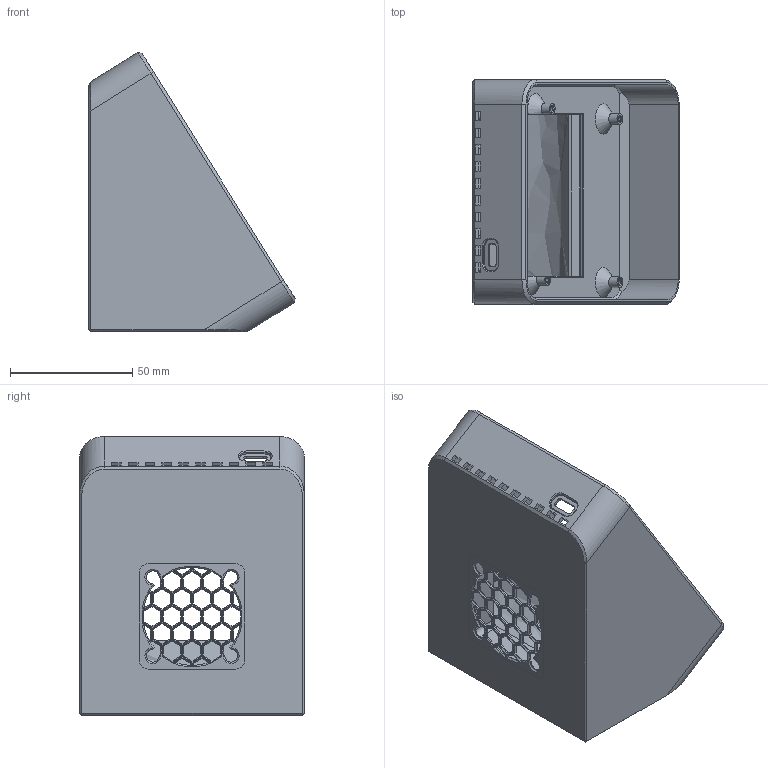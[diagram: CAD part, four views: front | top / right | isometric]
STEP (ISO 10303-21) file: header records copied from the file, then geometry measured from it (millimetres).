
FILE_DESCRIPTION(/* description */ (''),/* implementation_level */ '2;1');
FILE_NAME(/* name */ 'Housing.stp',/* time_stamp */ '2022-09-12T18:50:13+02:00',/* author */ ('Rama'),/* organization */ (''),/* preprocessor_version */ 'ST-DEVELOPER v19.2',/* originating_system */ 'Autodesk Inventor 2023',/* authorisation */ '');
FILE_SCHEMA (('AUTOMOTIVE_DESIGN { 1 0 10303 214 3 1 1 }'));
Length unit declared in the file: millimetre
Products named in the file (3): V2; FanCover; Housing
Assembly tree (2 placements, depth 2):
  V2
    FanCover
    Housing
Bounding box: 84.43 x 91.9 x 114.19 mm (x, y, z)
Volume: 79122.6 mm3; surface area: 79709.7 mm2
Topology: 2 solids, 2 shells, 626 faces, 1661 edges, 1042 vertices
Faces by surface type: plane 467, cylinder 86, cone 54, bspline 19
Full cylindrical faces by diameter (mm): 2 x6, 4.42 x5
Entity records: 19793 total; most frequent: CARTESIAN_POINT 4298, ORIENTED_EDGE 3322, DIRECTION 2968, EDGE_CURVE 1661, LINE 1302, VECTOR 1302, VERTEX_POINT 1042, AXIS2_PLACEMENT_3D 833
